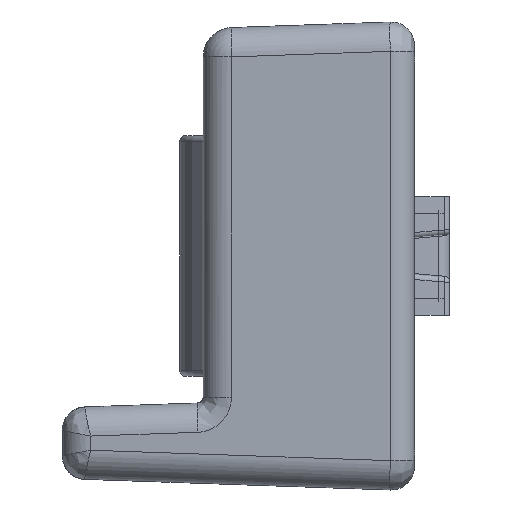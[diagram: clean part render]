
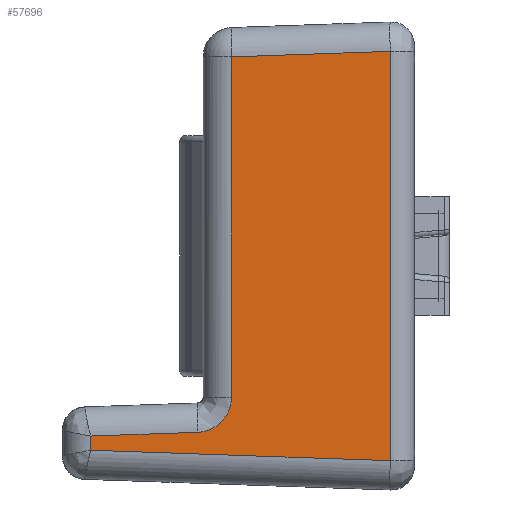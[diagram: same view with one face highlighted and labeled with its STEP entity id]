
A CAD part, left-side view. The second image highlights one B-rep face of the part: STEP entity #57696.
In plain terms, the highlighted planar face has unit normal (-0.999, 0.035, 0).
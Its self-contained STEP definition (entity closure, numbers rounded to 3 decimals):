
#792 = AXIS2_PLACEMENT_3D ( 'NONE', #13811, #2931, #13095 ) ;
#1357 = EDGE_CURVE ( 'NONE', #9601, #21603, #3330, .T. ) ;
#2623 = VERTEX_POINT ( 'NONE', #63008 ) ;
#2931 = DIRECTION ( 'NONE',  ( -0.999, 0.035, 0. ) ) ;
#3214 = DIRECTION ( 'NONE',  ( 0.035, 0.999, -0.035 ) ) ;
#3272 = VERTEX_POINT ( 'NONE', #19261 ) ;
#3330 = LINE ( 'NONE', #42049, #44846 ) ;
#3569 = CARTESIAN_POINT ( 'NONE',  ( -39.355, 18.483, -15.015 ) ) ;
#4881 = CARTESIAN_POINT ( 'NONE',  ( -39.436, 16.162, -13.824 ) ) ;
#9268 = LINE ( 'NONE', #41843, #61165 ) ;
#9601 = VERTEX_POINT ( 'NONE', #43863 ) ;
#10323 = CARTESIAN_POINT ( 'NONE',  ( -39.45, 15.738, -12.96 ) ) ;
#11840 = VERTEX_POINT ( 'NONE', #18828 ) ;
#12727 = PLANE ( 'NONE',  #792 ) ;
#13095 = DIRECTION ( 'NONE',  ( 0., 0., 1. ) ) ;
#13234 = VECTOR ( 'NONE', #29425, 1000. ) ;
#13781 = EDGE_CURVE ( 'NONE', #3272, #2623, #29062, .T. ) ;
#13799 = ORIENTED_EDGE ( 'NONE', *, *, #36950, .T. ) ;
#13811 = CARTESIAN_POINT ( 'NONE',  ( -40., 0., 22.181 ) ) ;
#14417 = VERTEX_POINT ( 'NONE', #61563 ) ;
#14498 = ORIENTED_EDGE ( 'NONE', *, *, #43441, .T. ) ;
#15893 = EDGE_LOOP ( 'NONE', ( #32587, #13799, #16959, #14498, #52893, #62636, #43490 ) ) ;
#16472 = EDGE_CURVE ( 'NONE', #11840, #9601, #30201, .T. ) ;
#16959 = ORIENTED_EDGE ( 'NONE', *, *, #13781, .T. ) ;
#18691 = VECTOR ( 'NONE', #3214, 1000. ) ;
#18828 = CARTESIAN_POINT ( 'NONE',  ( -39.355, 18.483, -15.015 ) ) ;
#19031 = EDGE_CURVE ( 'NONE', #14417, #23033, #9268, .T. ) ;
#19261 = CARTESIAN_POINT ( 'NONE',  ( -39.928, 2.07, -17.429 ) ) ;
#21021 = VECTOR ( 'NONE', #21954, 1000. ) ;
#21603 = VERTEX_POINT ( 'NONE', #67618 ) ;
#21672 = CARTESIAN_POINT ( 'NONE',  ( -39.355, 18.483, -15.015 ) ) ;
#21954 = DIRECTION ( 'NONE',  ( 0.035, 0.999, -0.035 ) ) ;
#22370 = CARTESIAN_POINT ( 'NONE',  ( -39.456, 15.587, -12.017 ) ) ;
#23033 = VERTEX_POINT ( 'NONE', #65415 ) ;
#27115 = CARTESIAN_POINT ( 'NONE',  ( -39.406, 17.024, -14.585 ) ) ;
#28850 = CARTESIAN_POINT ( 'NONE',  ( -39.037, 27.587, -16.538 ) ) ;
#29062 = LINE ( 'NONE', #44574, #13234 ) ;
#29425 = DIRECTION ( 'NONE',  ( 0., 0., 1. ) ) ;
#30201 = LINE ( 'NONE', #3569, #18691 ) ;
#31210 = DIRECTION ( 'NONE',  ( 0., 0., 1. ) ) ;
#32587 = ORIENTED_EDGE ( 'NONE', *, *, #1357, .T. ) ;
#32648 = CARTESIAN_POINT ( 'NONE',  ( -39.443, 15.95, -13.498 ) ) ;
#36950 = EDGE_CURVE ( 'NONE', #21603, #3272, #39827, .T. ) ;
#38473 = CARTESIAN_POINT ( 'NONE',  ( -39.4, 17.19, -14.679 ) ) ;
#38597 = EDGE_CURVE ( 'NONE', #14417, #11840, #44840, .T. ) ;
#38764 = LINE ( 'NONE', #66684, #21021 ) ;
#39827 = LINE ( 'NONE', #28850, #45154 ) ;
#40899 = FACE_OUTER_BOUND ( 'NONE', #15893, .T. ) ;
#41843 = CARTESIAN_POINT ( 'NONE',  ( -39.456, 15.587, -12.017 ) ) ;
#42049 = CARTESIAN_POINT ( 'NONE',  ( -39.037, 27.587, -15.333 ) ) ;
#43441 = EDGE_CURVE ( 'NONE', #2623, #23033, #38764, .T. ) ;
#43490 = ORIENTED_EDGE ( 'NONE', *, *, #16472, .T. ) ;
#43863 = CARTESIAN_POINT ( 'NONE',  ( -39.037, 27.587, -15.333 ) ) ;
#44574 = CARTESIAN_POINT ( 'NONE',  ( -39.928, 2.07, -17.429 ) ) ;
#44718 = CARTESIAN_POINT ( 'NONE',  ( -39.422, 16.563, -14.239 ) ) ;
#44840 = B_SPLINE_CURVE_WITH_KNOTS ( 'NONE', 3,
 ( #22370, #65663, #60544, #60899, #10323, #66031, #32648, #4881, #44718, #50569, #27115, #38473, #55016, #71925, #21672 ),
 .UNSPECIFIED., .F., .F.,
 ( 4, 1, 2, 2, 2, 2, 2, 4 ),
 ( 0., 0.125, 0.187, 0.25, 0.5, 0.625, 0.75, 1. ),
 .UNSPECIFIED. ) ;
#44846 = VECTOR ( 'NONE', #69630, 1000. ) ;
#45154 = VECTOR ( 'NONE', #50851, 1000. ) ;
#50569 = CARTESIAN_POINT ( 'NONE',  ( -39.417, 16.709, -14.364 ) ) ;
#50851 = DIRECTION ( 'NONE',  ( -0.035, -0.999, -0.035 ) ) ;
#52893 = ORIENTED_EDGE ( 'NONE', *, *, #19031, .F. ) ;
#55016 = CARTESIAN_POINT ( 'NONE',  ( -39.381, 17.723, -14.916 ) ) ;
#57696 = ADVANCED_FACE ( 'NONE', ( #40899 ), #12727, .T. ) ;
#60544 = CARTESIAN_POINT ( 'NONE',  ( -39.455, 15.615, -12.497 ) ) ;
#60899 = CARTESIAN_POINT ( 'NONE',  ( -39.452, 15.683, -12.776 ) ) ;
#61165 = VECTOR ( 'NONE', #31210, 1000. ) ;
#61563 = CARTESIAN_POINT ( 'NONE',  ( -39.456, 15.587, -12.017 ) ) ;
#62636 = ORIENTED_EDGE ( 'NONE', *, *, #38597, .T. ) ;
#63008 = CARTESIAN_POINT ( 'NONE',  ( -39.928, 2.07, 17.429 ) ) ;
#65415 = CARTESIAN_POINT ( 'NONE',  ( -39.456, 15.587, 16.957 ) ) ;
#65663 = CARTESIAN_POINT ( 'NONE',  ( -39.456, 15.587, -12.211 ) ) ;
#66031 = CARTESIAN_POINT ( 'NONE',  ( -39.449, 15.77, -13.052 ) ) ;
#66684 = CARTESIAN_POINT ( 'NONE',  ( -39.928, 2.07, 17.429 ) ) ;
#67618 = CARTESIAN_POINT ( 'NONE',  ( -39.037, 27.587, -16.538 ) ) ;
#69630 = DIRECTION ( 'NONE',  ( 0., 0., -1. ) ) ;
#71925 = CARTESIAN_POINT ( 'NONE',  ( -39.368, 18.095, -15.002 ) ) ;
